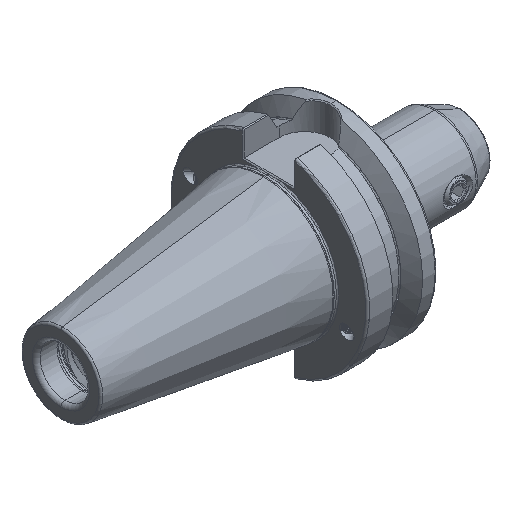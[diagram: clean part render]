
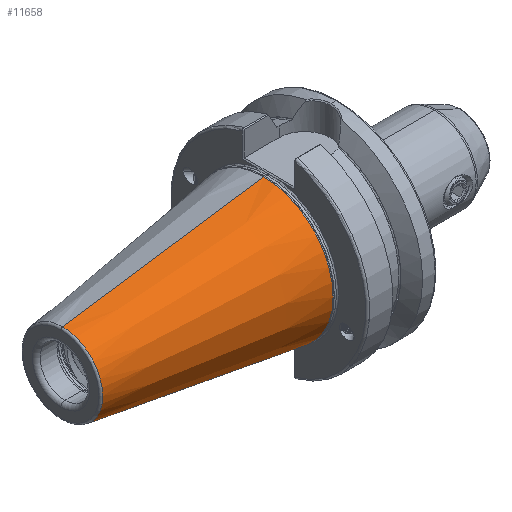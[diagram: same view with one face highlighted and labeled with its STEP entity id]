
A CAD part, isometric view. The second image highlights one B-rep face of the part: STEP entity #11658.
In plain terms, the highlighted conical face has half-angle 8.297 degrees and reference radius 34.998 mm.
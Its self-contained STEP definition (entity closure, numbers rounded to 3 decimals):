
#47 = CARTESIAN_POINT ( 'NONE',  ( -2.5, 0., -34.998 ) ) ;
#52 = DIRECTION ( 'NONE',  ( 0.99, 0., -0.144 ) ) ;
#981 = CARTESIAN_POINT ( 'NONE',  ( -2.5, 0., 0. ) ) ;
#993 = DIRECTION ( 'NONE',  ( 1., 0., 0. ) ) ;
#1028 = DIRECTION ( 'NONE',  ( 0., 0., -1. ) ) ;
#3341 = CARTESIAN_POINT ( 'NONE',  ( -103.944, 0., 20.204 ) ) ;
#3344 = CARTESIAN_POINT ( 'NONE',  ( -2.5, 0., -34.998 ) ) ;
#5900 = CIRCLE ( 'NONE', #13957, 20.204 ) ;
#5958 = CIRCLE ( 'NONE', #13943, 34.998 ) ;
#6176 = LINE ( 'NONE', #14524, #6177 ) ;
#6177 = VECTOR ( 'NONE', #14531, 1000. ) ;
#6564 = DIRECTION ( 'NONE',  ( 1., 0., 0. ) ) ;
#6584 = DIRECTION ( 'NONE',  ( 0., 0., -1. ) ) ;
#6589 = CARTESIAN_POINT ( 'NONE',  ( -2.5, 0., 0. ) ) ;
#7160 = EDGE_LOOP ( 'NONE', ( #11092, #11099, #11111, #11109 ) ) ;
#7191 = VERTEX_POINT ( 'NONE', #3344 ) ;
#7215 = VERTEX_POINT ( 'NONE', #3341 ) ;
#7242 = VERTEX_POINT ( 'NONE', #11157 ) ;
#7315 = VERTEX_POINT ( 'NONE', #9352 ) ;
#7415 = LINE ( 'NONE', #47, #7454 ) ;
#7454 = VECTOR ( 'NONE', #52, 1000. ) ;
#7817 = FACE_OUTER_BOUND ( 'NONE', #7160, .T. ) ;
#7847 = CONICAL_SURFACE ( 'NONE', #12717, 34.998, 0.145 ) ;
#9257 = EDGE_CURVE ( 'NONE', #7242, #7191, #7415, .T. ) ;
#9352 = CARTESIAN_POINT ( 'NONE',  ( -2.5, 0., 34.998 ) ) ;
#11092 = ORIENTED_EDGE ( 'NONE', *, *, #13521, .F. ) ;
#11099 = ORIENTED_EDGE ( 'NONE', *, *, #13249, .T. ) ;
#11109 = ORIENTED_EDGE ( 'NONE', *, *, #13278, .F. ) ;
#11111 = ORIENTED_EDGE ( 'NONE', *, *, #9257, .T. ) ;
#11157 = CARTESIAN_POINT ( 'NONE',  ( -103.944, 0., -20.204 ) ) ;
#11658 = ADVANCED_FACE ( 'NONE', ( #7817 ), #7847, .T. ) ;
#12717 = AXIS2_PLACEMENT_3D ( 'NONE', #6589, #6564, #6584 ) ;
#13249 = EDGE_CURVE ( 'NONE', #7215, #7242, #5900, .T. ) ;
#13278 = EDGE_CURVE ( 'NONE', #7315, #7191, #5958, .T. ) ;
#13521 = EDGE_CURVE ( 'NONE', #7215, #7315, #6176, .T. ) ;
#13943 = AXIS2_PLACEMENT_3D ( 'NONE', #981, #993, #1028 ) ;
#13957 = AXIS2_PLACEMENT_3D ( 'NONE', #18406, #18377, #18383 ) ;
#14524 = CARTESIAN_POINT ( 'NONE',  ( -2.5, 0., 34.998 ) ) ;
#14531 = DIRECTION ( 'NONE',  ( 0.99, 0., 0.144 ) ) ;
#18377 = DIRECTION ( 'NONE',  ( 1., 0., 0. ) ) ;
#18383 = DIRECTION ( 'NONE',  ( 0., 0., -1. ) ) ;
#18406 = CARTESIAN_POINT ( 'NONE',  ( -103.944, 0., 0. ) ) ;
